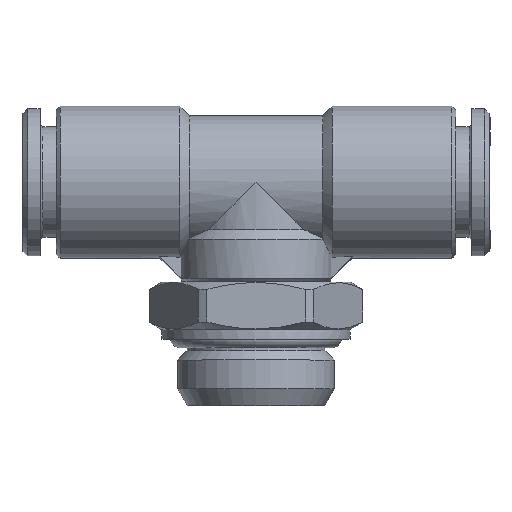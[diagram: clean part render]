
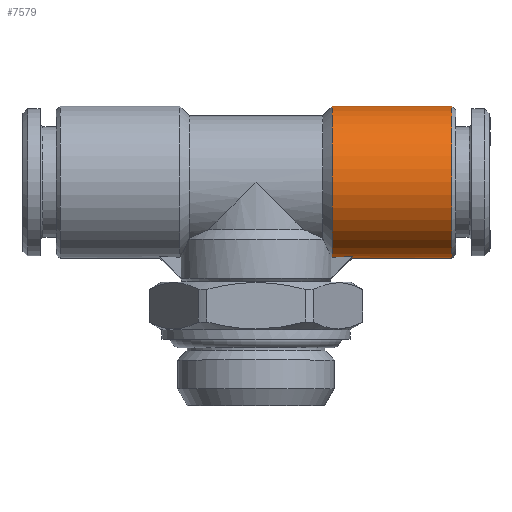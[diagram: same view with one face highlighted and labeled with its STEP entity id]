
A CAD part, top view. The second image highlights one B-rep face of the part: STEP entity #7579.
In plain terms, the highlighted cylindrical face has radius 8 mm (diameter 16 mm), a full revolution.
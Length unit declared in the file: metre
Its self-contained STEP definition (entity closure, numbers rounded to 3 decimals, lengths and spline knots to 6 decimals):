
#31=ELLIPSE('',#7748,0.04607,0.008);
#32=ELLIPSE('',#7771,0.04607,0.008);
#1342=B_SPLINE_CURVE_WITH_KNOTS('',3,(#13024,#13025,#13026,#13027),
 .UNSPECIFIED.,.F.,.F.,(4,4),(0.,0.00358),
 .UNSPECIFIED.);
#2735=ORIENTED_EDGE('',*,*,#3193,.T.);
#2736=ORIENTED_EDGE('',*,*,#3427,.T.);
#2737=ORIENTED_EDGE('',*,*,#3710,.F.);
#2738=ORIENTED_EDGE('',*,*,#3368,.F.);
#2739=ORIENTED_EDGE('',*,*,#3435,.F.);
#3193=EDGE_CURVE('',#3935,#3935,#4272,.T.);
#3368=EDGE_CURVE('',#4066,#4067,#31,.T.);
#3427=EDGE_CURVE('',#4110,#4108,#32,.T.);
#3435=EDGE_CURVE('',#4110,#4066,#1342,.T.);
#3710=EDGE_CURVE('',#4067,#4108,#4326,.T.);
#3935=VERTEX_POINT('',#10794);
#4066=VERTEX_POINT('',#12357);
#4067=VERTEX_POINT('',#12358);
#4108=VERTEX_POINT('',#12976);
#4110=VERTEX_POINT('',#12979);
#4272=CIRCLE('',#7684,0.008);
#4326=CIRCLE('',#7904,0.008);
#4666=EDGE_LOOP('',(#2735));
#4667=EDGE_LOOP('',(#2736,#2737,#2738,#2739));
#5048=FACE_BOUND('',#4666,.T.);
#5049=FACE_BOUND('',#4667,.T.);
#5115=CYLINDRICAL_SURFACE('',#7903,0.008);
#7579=ADVANCED_FACE('',(#5048,#5049),#5115,.T.);
#7684=AXIS2_PLACEMENT_3D('',#10793,#8216,#8217);
#7748=AXIS2_PLACEMENT_3D('',#12356,#8451,#8452);
#7771=AXIS2_PLACEMENT_3D('',#12978,#8531,#8532);
#7903=AXIS2_PLACEMENT_3D('',#16407,#8967,#8968);
#7904=AXIS2_PLACEMENT_3D('',#16408,#8969,#8970);
#8216=DIRECTION('',(-1.,0.,0.));
#8217=DIRECTION('',(0.,0.,1.));
#8451=DIRECTION('',(0.174,0.,-0.985));
#8452=DIRECTION('',(-0.985,0.,-0.174));
#8531=DIRECTION('',(-0.174,0.,-0.985));
#8532=DIRECTION('',(-0.985,0.,0.174));
#8967=DIRECTION('',(-1.,0.,0.));
#8968=DIRECTION('',(0.,0.,1.));
#8969=DIRECTION('',(-1.,0.,0.));
#8970=DIRECTION('',(0.,0.,-1.));
#10793=CARTESIAN_POINT('',(0.0206,0.,0.));
#10794=CARTESIAN_POINT('',(0.0206,0.,0.008));
#12356=CARTESIAN_POINT('',(0.,0.,0.));
#12357=CARTESIAN_POINT('',(0.010146,-0.007797,0.001789));
#12358=CARTESIAN_POINT('',(0.008,-0.007875,0.001411));
#12976=CARTESIAN_POINT('',(0.008,-0.007875,-0.001411));
#12978=CARTESIAN_POINT('',(0.,0.,0.));
#12979=CARTESIAN_POINT('',(0.010146,-0.007797,-0.001789));
#13024=CARTESIAN_POINT('',(0.010146,-0.007797,-0.001789));
#13025=CARTESIAN_POINT('',(0.010079,-0.008069,-0.000604));
#13026=CARTESIAN_POINT('',(0.010079,-0.008069,0.000604));
#13027=CARTESIAN_POINT('',(0.010146,-0.007797,0.001789));
#16407=CARTESIAN_POINT('',(0.,0.,0.));
#16408=CARTESIAN_POINT('',(0.008,0.,0.));
